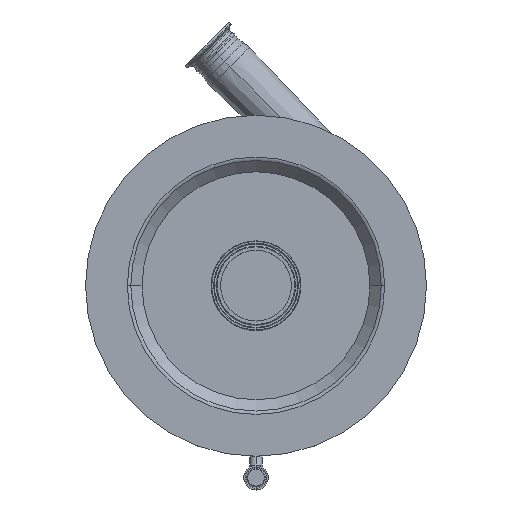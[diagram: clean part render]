
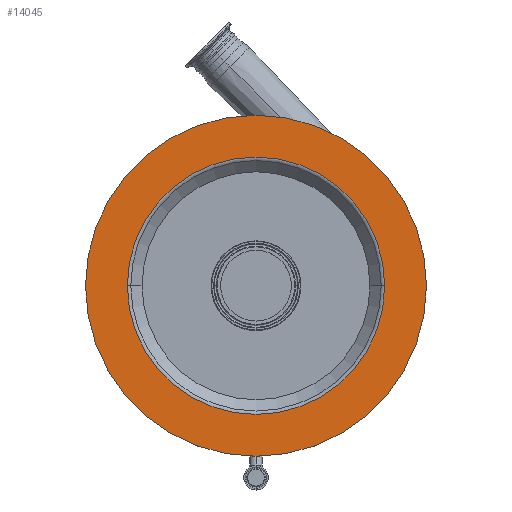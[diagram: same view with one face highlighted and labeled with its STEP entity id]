
A CAD part, top view. The second image highlights one B-rep face of the part: STEP entity #14045.
In plain terms, the highlighted planar face has unit normal (0, 0, 1).
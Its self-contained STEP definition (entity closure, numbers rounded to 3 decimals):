
#244 = PLANE ( 'NONE',  #8981 ) ;
#1727 = FACE_BOUND ( 'NONE', #12265, .T. ) ;
#2291 = AXIS2_PLACEMENT_3D ( 'NONE', #18353, #10798, #18642 ) ;
#2507 = DIRECTION ( 'NONE',  ( -1., 0., 0. ) ) ;
#2695 = CARTESIAN_POINT ( 'NONE',  ( -175., 0., 42. ) ) ;
#2937 = CIRCLE ( 'NONE', #2291, 132.071 ) ;
#3247 = ORIENTED_EDGE ( 'NONE', *, *, #15325, .T. ) ;
#4358 = ORIENTED_EDGE ( 'NONE', *, *, #18110, .F. ) ;
#4856 = CARTESIAN_POINT ( 'NONE',  ( 0., 0., 42. ) ) ;
#5122 = AXIS2_PLACEMENT_3D ( 'NONE', #4856, #17000, #18601 ) ;
#5776 = AXIS2_PLACEMENT_3D ( 'NONE', #17632, #10068, #2507 ) ;
#6196 = ORIENTED_EDGE ( 'NONE', *, *, #15880, .F. ) ;
#7778 = FACE_OUTER_BOUND ( 'NONE', #17096, .T. ) ;
#8383 = DIRECTION ( 'NONE',  ( -1., 0., 0. ) ) ;
#8981 = AXIS2_PLACEMENT_3D ( 'NONE', #9463, #15551, #8383 ) ;
#9135 = CARTESIAN_POINT ( 'NONE',  ( 0., 0., 42. ) ) ;
#9255 = CIRCLE ( 'NONE', #5776, 175. ) ;
#9463 = CARTESIAN_POINT ( 'NONE',  ( 0., 175., 42. ) ) ;
#9587 = CIRCLE ( 'NONE', #17514, 175. ) ;
#9589 = VERTEX_POINT ( 'NONE', #18655 ) ;
#10068 = DIRECTION ( 'NONE',  ( 0., 0., -1. ) ) ;
#10393 = CARTESIAN_POINT ( 'NONE',  ( 132.071, 0., 42. ) ) ;
#10441 = ORIENTED_EDGE ( 'NONE', *, *, #14023, .T. ) ;
#10798 = DIRECTION ( 'NONE',  ( 0., 0., -1. ) ) ;
#11531 = VERTEX_POINT ( 'NONE', #15671 ) ;
#12265 = EDGE_LOOP ( 'NONE', ( #10441, #3247 ) ) ;
#13728 = CIRCLE ( 'NONE', #5122, 132.071 ) ;
#14023 = EDGE_CURVE ( 'NONE', #9589, #18777, #2937, .T. ) ;
#14045 = ADVANCED_FACE ( 'NONE', ( #1727, #7778 ), #244, .F. ) ;
#15224 = DIRECTION ( 'NONE',  ( 0., 0., -1. ) ) ;
#15325 = EDGE_CURVE ( 'NONE', #18777, #9589, #13728, .T. ) ;
#15551 = DIRECTION ( 'NONE',  ( 0., 0., -1. ) ) ;
#15671 = CARTESIAN_POINT ( 'NONE',  ( 175., 0., 42. ) ) ;
#15880 = EDGE_CURVE ( 'NONE', #11531, #17622, #9255, .T. ) ;
#17000 = DIRECTION ( 'NONE',  ( 0., 0., -1. ) ) ;
#17096 = EDGE_LOOP ( 'NONE', ( #4358, #6196 ) ) ;
#17514 = AXIS2_PLACEMENT_3D ( 'NONE', #9135, #15224, #18310 ) ;
#17622 = VERTEX_POINT ( 'NONE', #2695 ) ;
#17632 = CARTESIAN_POINT ( 'NONE',  ( 0., 0., 42. ) ) ;
#18110 = EDGE_CURVE ( 'NONE', #17622, #11531, #9587, .T. ) ;
#18310 = DIRECTION ( 'NONE',  ( -1., 0., 0. ) ) ;
#18353 = CARTESIAN_POINT ( 'NONE',  ( 0., 0., 42. ) ) ;
#18601 = DIRECTION ( 'NONE',  ( -1., 0., 0. ) ) ;
#18642 = DIRECTION ( 'NONE',  ( -1., 0., 0. ) ) ;
#18655 = CARTESIAN_POINT ( 'NONE',  ( -132.071, 0., 42. ) ) ;
#18777 = VERTEX_POINT ( 'NONE', #10393 ) ;
